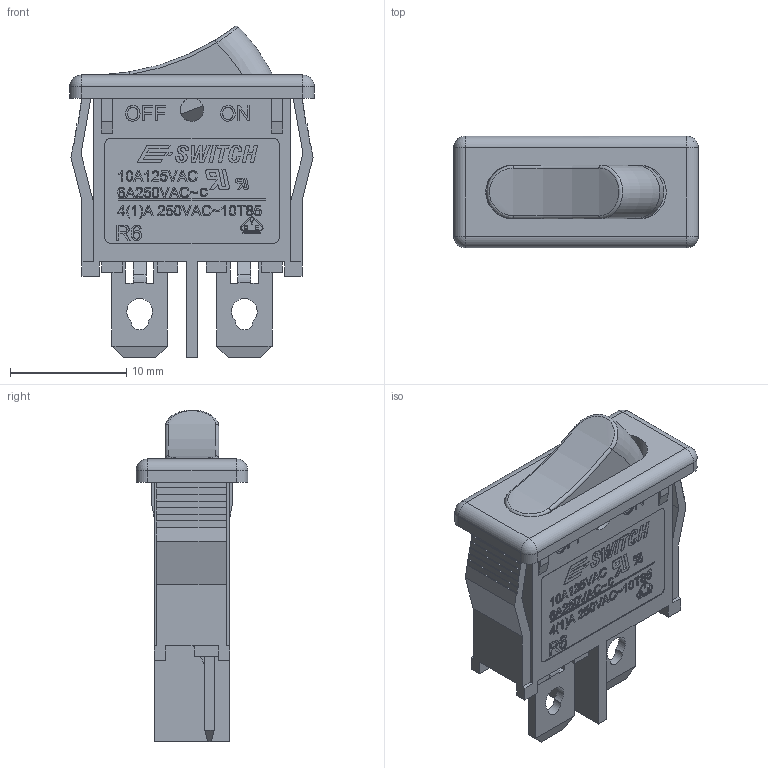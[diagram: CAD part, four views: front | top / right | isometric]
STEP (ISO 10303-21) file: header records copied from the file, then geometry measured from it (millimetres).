
FILE_DESCRIPTION((' '),'2;1');
FILE_NAME('R6xxxxxxEF.stp','2017-08-03T09:55:24',(' '),(' '),' ','ACIS',' ');
FILE_SCHEMA(('CONFIG_CONTROL_DESIGN'));
Length unit declared in the file: inch
Products named in the file (1): R6xxxxxxEF.stp
Bounding box: 21 x 9.6 x 28.5 mm (x, y, z)
Volume: 1333.8 mm3; surface area: 2958.6 mm2
Topology: 1 solids, 1 shells, 1017 faces, 2782 edges, 1836 vertices
Faces by surface type: plane 639, bspline 308, cylinder 58, torus 6, sphere 4, cone 2
Full cylindrical faces by diameter (mm): 2 x2
Entity records: 33683 total; most frequent: CARTESIAN_POINT 9768, ORIENTED_EDGE 5558, DIRECTION 3721, EDGE_CURVE 2779, VECTOR 2005, LINE 2005, VERTEX_POINT 1834, EDGE_LOOP 1117
